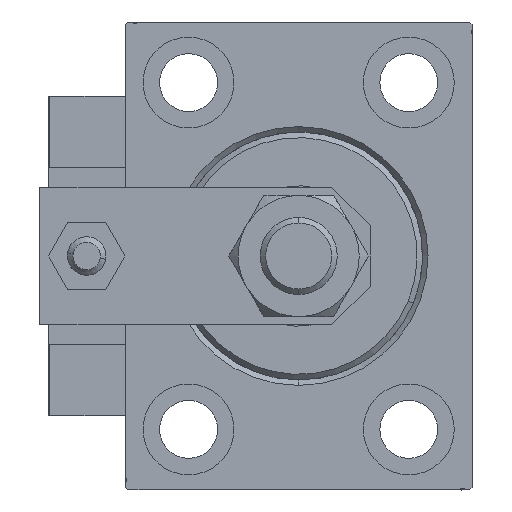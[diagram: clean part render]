
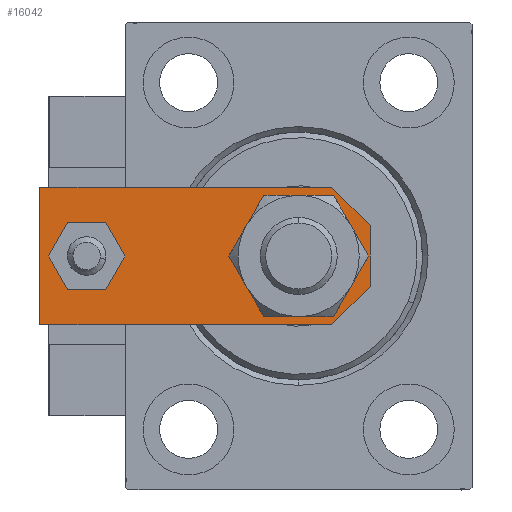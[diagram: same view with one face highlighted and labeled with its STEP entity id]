
A CAD part, left-side view. The second image highlights one B-rep face of the part: STEP entity #16042.
In plain terms, the highlighted face is planar.
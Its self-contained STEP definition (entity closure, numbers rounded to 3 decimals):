
#272 = ORIENTED_EDGE ( 'NONE', *, *, #29455, .T. ) ;
#614 = EDGE_CURVE ( 'NONE', #51299, #23499, #46813, .T. ) ;
#1228 = CIRCLE ( 'NONE', #39473, 4. ) ;
#2237 = CARTESIAN_POINT ( 'NONE',  ( 5.5, 0., 6. ) ) ;
#2538 = AXIS2_PLACEMENT_3D ( 'NONE', #10755, #42891, #46335 ) ;
#2576 = VERTEX_POINT ( 'NONE', #28164 ) ;
#2812 = EDGE_LOOP ( 'NONE', ( #28233, #43437 ) ) ;
#3816 = CARTESIAN_POINT ( 'NONE',  ( 12.5, 60., 6. ) ) ;
#4271 = CARTESIAN_POINT ( 'NONE',  ( 2.75, -2.75, 6. ) ) ;
#4375 = DIRECTION ( 'NONE',  ( 0., 0., 1. ) ) ;
#4526 = LINE ( 'NONE', #4271, #19911 ) ;
#5974 = DIRECTION ( 'NONE',  ( 0., 0., 1. ) ) ;
#6002 = VECTOR ( 'NONE', #38063, 1000. ) ;
#6501 = CARTESIAN_POINT ( 'NONE',  ( -12.5, 60., 6. ) ) ;
#9668 = ORIENTED_EDGE ( 'NONE', *, *, #13325, .F. ) ;
#9873 = DIRECTION ( 'NONE',  ( 1., 0., 0. ) ) ;
#10441 = CARTESIAN_POINT ( 'NONE',  ( 12.5, 0., 6. ) ) ;
#10465 = EDGE_CURVE ( 'NONE', #15949, #45928, #34888, .T. ) ;
#10626 = EDGE_CURVE ( 'NONE', #23499, #15949, #35679, .T. ) ;
#10755 = CARTESIAN_POINT ( 'NONE',  ( 0., 13., 6. ) ) ;
#11996 = DIRECTION ( 'NONE',  ( 0.707, 0.707, 0. ) ) ;
#12151 = CARTESIAN_POINT ( 'NONE',  ( 12.5, 60., 6. ) ) ;
#12928 = VECTOR ( 'NONE', #37367, 1000. ) ;
#13325 = EDGE_CURVE ( 'NONE', #15175, #50412, #1228, .T. ) ;
#13854 = CARTESIAN_POINT ( 'NONE',  ( 0., 13., 6. ) ) ;
#15175 = VERTEX_POINT ( 'NONE', #47688 ) ;
#15949 = VERTEX_POINT ( 'NONE', #35201 ) ;
#16042 = ADVANCED_FACE ( 'NONE', ( #20068, #37028, #28293 ), #36508, .T. ) ;
#17450 = ORIENTED_EDGE ( 'NONE', *, *, #51746, .F. ) ;
#18171 = EDGE_CURVE ( 'NONE', #52524, #2576, #48353, .T. ) ;
#19911 = VECTOR ( 'NONE', #11996, 1000. ) ;
#20068 = FACE_BOUND ( 'NONE', #45897, .T. ) ;
#21961 = CARTESIAN_POINT ( 'NONE',  ( 4., 51.5, 6. ) ) ;
#22785 = EDGE_LOOP ( 'NONE', ( #32821, #32597, #272, #28249, #34657, #29944 ) ) ;
#23217 = DIRECTION ( 'NONE',  ( -1., 0., 0. ) ) ;
#23499 = VERTEX_POINT ( 'NONE', #12151 ) ;
#24386 = EDGE_CURVE ( 'NONE', #45928, #25308, #25689, .T. ) ;
#24554 = DIRECTION ( 'NONE',  ( 0., 0., 1. ) ) ;
#25308 = VERTEX_POINT ( 'NONE', #46686 ) ;
#25689 = LINE ( 'NONE', #42420, #12928 ) ;
#25860 = CIRCLE ( 'NONE', #32641, 8.25 ) ;
#25979 = DIRECTION ( 'NONE',  ( 1., 0., 0. ) ) ;
#26428 = DIRECTION ( 'NONE',  ( 0., -1., 0. ) ) ;
#28164 = CARTESIAN_POINT ( 'NONE',  ( -8.25, 13., 6. ) ) ;
#28233 = ORIENTED_EDGE ( 'NONE', *, *, #30010, .F. ) ;
#28249 = ORIENTED_EDGE ( 'NONE', *, *, #32395, .T. ) ;
#28293 = FACE_BOUND ( 'NONE', #2812, .T. ) ;
#28784 = CARTESIAN_POINT ( 'NONE',  ( 0., 51.5, 6. ) ) ;
#29455 = EDGE_CURVE ( 'NONE', #25308, #47168, #45626, .T. ) ;
#29941 = CARTESIAN_POINT ( 'NONE',  ( -12.5, 0., 6. ) ) ;
#29944 = ORIENTED_EDGE ( 'NONE', *, *, #10626, .T. ) ;
#29965 = VECTOR ( 'NONE', #25979, 1000. ) ;
#30010 = EDGE_CURVE ( 'NONE', #2576, #52524, #25860, .T. ) ;
#30039 = DIRECTION ( 'NONE',  ( 0., 0., 1. ) ) ;
#30176 = CIRCLE ( 'NONE', #48873, 4. ) ;
#30856 = VECTOR ( 'NONE', #23217, 1000. ) ;
#31849 = CARTESIAN_POINT ( 'NONE',  ( 12.5, 7., 6. ) ) ;
#32395 = EDGE_CURVE ( 'NONE', #47168, #51299, #4526, .T. ) ;
#32597 = ORIENTED_EDGE ( 'NONE', *, *, #24386, .T. ) ;
#32641 = AXIS2_PLACEMENT_3D ( 'NONE', #13854, #30039, #9873 ) ;
#32821 = ORIENTED_EDGE ( 'NONE', *, *, #10465, .T. ) ;
#34657 = ORIENTED_EDGE ( 'NONE', *, *, #614, .T. ) ;
#34888 = LINE ( 'NONE', #6501, #49515 ) ;
#35201 = CARTESIAN_POINT ( 'NONE',  ( -12.5, 60., 6. ) ) ;
#35679 = LINE ( 'NONE', #3816, #30856 ) ;
#36493 = CARTESIAN_POINT ( 'NONE',  ( 8.25, 13., 6. ) ) ;
#36508 = PLANE ( 'NONE',  #50585 ) ;
#37028 = FACE_OUTER_BOUND ( 'NONE', #22785, .T. ) ;
#37367 = DIRECTION ( 'NONE',  ( 0.707, -0.707, 0. ) ) ;
#38063 = DIRECTION ( 'NONE',  ( 0., 1., 0. ) ) ;
#38352 = CARTESIAN_POINT ( 'NONE',  ( -12.5, 7., 6. ) ) ;
#38638 = CARTESIAN_POINT ( 'NONE',  ( 0., 51.5, 6. ) ) ;
#39473 = AXIS2_PLACEMENT_3D ( 'NONE', #38638, #5974, #46869 ) ;
#41007 = DIRECTION ( 'NONE',  ( 1., 0., 0. ) ) ;
#42420 = CARTESIAN_POINT ( 'NONE',  ( -2.75, -2.75, 6. ) ) ;
#42891 = DIRECTION ( 'NONE',  ( 0., 0., 1. ) ) ;
#43437 = ORIENTED_EDGE ( 'NONE', *, *, #18171, .F. ) ;
#44500 = CARTESIAN_POINT ( 'NONE',  ( 0., 0., 6. ) ) ;
#45626 = LINE ( 'NONE', #29941, #29965 ) ;
#45897 = EDGE_LOOP ( 'NONE', ( #9668, #17450 ) ) ;
#45928 = VERTEX_POINT ( 'NONE', #38352 ) ;
#46335 = DIRECTION ( 'NONE',  ( 1., 0., 0. ) ) ;
#46686 = CARTESIAN_POINT ( 'NONE',  ( -5.5, 0., 6. ) ) ;
#46813 = LINE ( 'NONE', #10441, #6002 ) ;
#46869 = DIRECTION ( 'NONE',  ( 1., 0., 0. ) ) ;
#47168 = VERTEX_POINT ( 'NONE', #2237 ) ;
#47688 = CARTESIAN_POINT ( 'NONE',  ( -4., 51.5, 6. ) ) ;
#47974 = DIRECTION ( 'NONE',  ( 1., 0., 0. ) ) ;
#48353 = CIRCLE ( 'NONE', #2538, 8.25 ) ;
#48873 = AXIS2_PLACEMENT_3D ( 'NONE', #28784, #24554, #41007 ) ;
#49515 = VECTOR ( 'NONE', #26428, 1000. ) ;
#50412 = VERTEX_POINT ( 'NONE', #21961 ) ;
#50585 = AXIS2_PLACEMENT_3D ( 'NONE', #44500, #4375, #47974 ) ;
#51299 = VERTEX_POINT ( 'NONE', #31849 ) ;
#51746 = EDGE_CURVE ( 'NONE', #50412, #15175, #30176, .T. ) ;
#52524 = VERTEX_POINT ( 'NONE', #36493 ) ;
